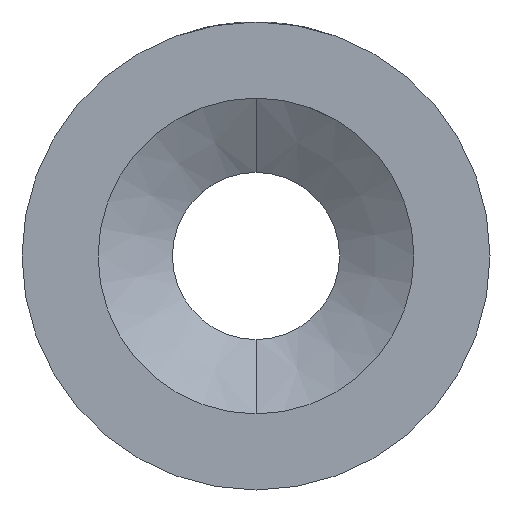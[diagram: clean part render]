
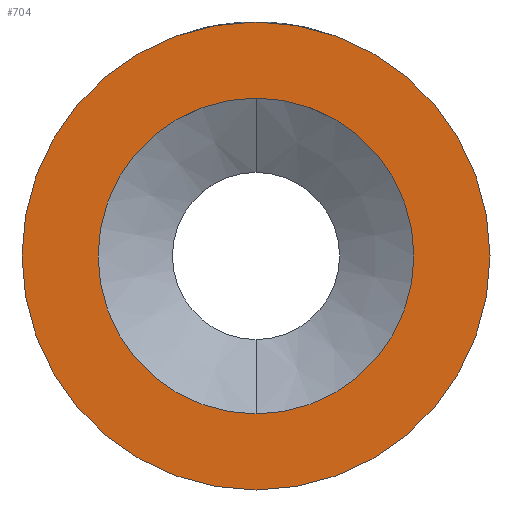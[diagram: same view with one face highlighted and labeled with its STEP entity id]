
A CAD part, front view. The second image highlights one B-rep face of the part: STEP entity #704.
In plain terms, the highlighted planar face has unit normal (0, -1, 0).
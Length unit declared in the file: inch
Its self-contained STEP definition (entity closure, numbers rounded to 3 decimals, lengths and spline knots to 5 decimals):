
#84 = ORIENTED_EDGE ( 'NONE', *, *, #619, .F. ) ;
#89 = CIRCLE ( 'NONE', #744, 0.23622 ) ;
#92 = CARTESIAN_POINT ( 'NONE',  ( 0., 0., 0. ) ) ;
#121 = EDGE_LOOP ( 'NONE', ( #84, #186 ) ) ;
#132 = AXIS2_PLACEMENT_3D ( 'NONE', #92, #513, #157 ) ;
#151 = VERTEX_POINT ( 'NONE', #701 ) ;
#157 = DIRECTION ( 'NONE',  ( 0., 0., 1. ) ) ;
#169 = EDGE_CURVE ( 'NONE', #151, #194, #89, .T. ) ;
#185 = ORIENTED_EDGE ( 'NONE', *, *, #352, .F. ) ;
#186 = ORIENTED_EDGE ( 'NONE', *, *, #317, .F. ) ;
#194 = VERTEX_POINT ( 'NONE', #487 ) ;
#229 = CARTESIAN_POINT ( 'NONE',  ( 0., 0., 0.35 ) ) ;
#232 = DIRECTION ( 'NONE',  ( 0., -1., 0. ) ) ;
#247 = DIRECTION ( 'NONE',  ( 0., 1., 0. ) ) ;
#259 = DIRECTION ( 'NONE',  ( 0., -1., 0. ) ) ;
#287 = AXIS2_PLACEMENT_3D ( 'NONE', #676, #316, #738 ) ;
#290 = VERTEX_POINT ( 'NONE', #496 ) ;
#316 = DIRECTION ( 'NONE',  ( 0., 1., 0. ) ) ;
#317 = EDGE_CURVE ( 'NONE', #679, #290, #346, .T. ) ;
#333 = AXIS2_PLACEMENT_3D ( 'NONE', #595, #247, #664 ) ;
#346 = CIRCLE ( 'NONE', #287, 0.35 ) ;
#352 = EDGE_CURVE ( 'NONE', #194, #151, #642, .T. ) ;
#424 = CIRCLE ( 'NONE', #132, 0.35 ) ;
#443 = ORIENTED_EDGE ( 'NONE', *, *, #169, .F. ) ;
#474 = FACE_OUTER_BOUND ( 'NONE', #121, .T. ) ;
#486 = FACE_BOUND ( 'NONE', #557, .T. ) ;
#487 = CARTESIAN_POINT ( 'NONE',  ( 0., 0., 0.23622 ) ) ;
#496 = CARTESIAN_POINT ( 'NONE',  ( 0., 0., -0.35 ) ) ;
#513 = DIRECTION ( 'NONE',  ( 0., 1., 0. ) ) ;
#538 = PLANE ( 'NONE',  #333 ) ;
#557 = EDGE_LOOP ( 'NONE', ( #443, #185 ) ) ;
#579 = CARTESIAN_POINT ( 'NONE',  ( 0., 0., 0. ) ) ;
#583 = AXIS2_PLACEMENT_3D ( 'NONE', #579, #232, #641 ) ;
#595 = CARTESIAN_POINT ( 'NONE',  ( 0., 0., 0. ) ) ;
#612 = CARTESIAN_POINT ( 'NONE',  ( 0., 0., 0. ) ) ;
#619 = EDGE_CURVE ( 'NONE', #290, #679, #424, .T. ) ;
#641 = DIRECTION ( 'NONE',  ( 0., 0., -1. ) ) ;
#642 = CIRCLE ( 'NONE', #583, 0.23622 ) ;
#664 = DIRECTION ( 'NONE',  ( 0., 0., 1. ) ) ;
#676 = CARTESIAN_POINT ( 'NONE',  ( 0., 0., 0. ) ) ;
#678 = DIRECTION ( 'NONE',  ( 0., 0., -1. ) ) ;
#679 = VERTEX_POINT ( 'NONE', #229 ) ;
#701 = CARTESIAN_POINT ( 'NONE',  ( 0., 0., -0.23622 ) ) ;
#704 = ADVANCED_FACE ( 'NONE', ( #486, #474 ), #538, .F. ) ;
#738 = DIRECTION ( 'NONE',  ( 0., 0., 1. ) ) ;
#744 = AXIS2_PLACEMENT_3D ( 'NONE', #612, #259, #678 ) ;
